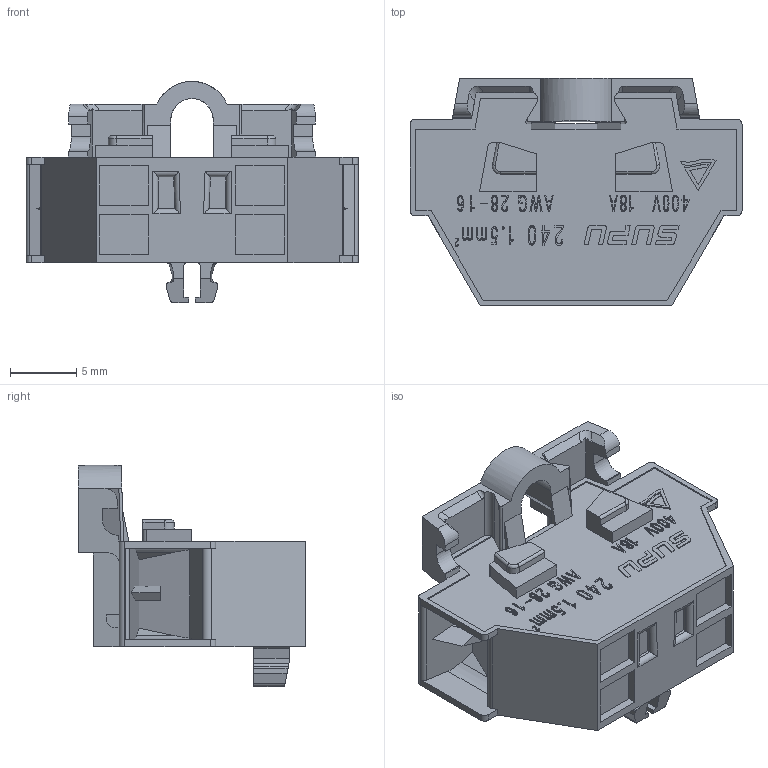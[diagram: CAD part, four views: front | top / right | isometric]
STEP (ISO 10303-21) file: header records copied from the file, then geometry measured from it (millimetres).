
FILE_DESCRIPTION(/* description */ (''),/* implementation_level */ '2;1');
FILE_NAME(/* name */ '240331.stp',/* time_stamp */ '2022-04-14T16:40:22+08:00',/* author */ (''),/* organization */ (''),/* preprocessor_version */ 'ST-DEVELOPER v16.7',/* originating_system */ 'SIEMENS PLM Software NX 12.0',/* authorisation */ '');
FILE_SCHEMA (('AP203_CONFIGURATION_CONTROLLED_3D_DESIGN_OF_MECHANICAL_PARTS_AND_ASSEMBLIES_MIM_LF { 1 0 10303 403 2 1 2}'));
Length unit declared in the file: millimetre
Products named in the file (1): _model1
Bounding box: 25.1 x 17.2 x 16.72 mm (x, y, z)
Volume: 2424.2 mm3; surface area: 1887.5 mm2
Topology: 1 solids, 2 shells, 779 faces, 2169 edges, 1443 vertices
Faces by surface type: plane 431, extrusion 259, cylinder 86, torus 2, cone 1
Entity records: 27115 total; most frequent: CARTESIAN_POINT 7855, ORIENTED_EDGE 4338, DIRECTION 3137, EDGE_CURVE 2169, VECTOR 1717, LINE 1458, VERTEX_POINT 1443, EDGE_LOOP 830
